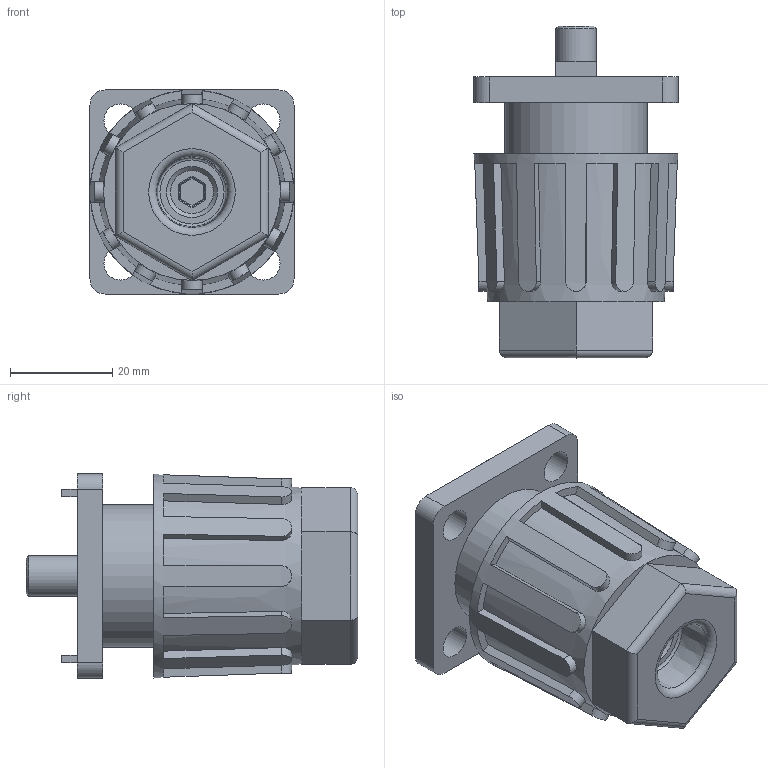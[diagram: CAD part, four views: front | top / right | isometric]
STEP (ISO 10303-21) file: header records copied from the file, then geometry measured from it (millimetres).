
FILE_DESCRIPTION(/* description */ ('STEP AP214'),/* implementation_level */ '2;1');
FILE_NAME(/* name */ '098H400808(55)',/* time_stamp */ '2022-08-09T16:08:32+02:00',/* author */ ('License CC BY-ND 4.0'),/* organization */ ('CADENAS'),/* preprocessor_version */ 'ST-DEVELOPER v18.102',/* originating_system */ 'PARTsolutions',/* authorisation */ ' ');
FILE_SCHEMA (('AUTOMOTIVE_DESIGN {1 0 10303 214 3 1 1}'));
Length unit declared in the file: millimetre
Products named in the file (4): 098H400808(55); 55; 098H400808_2; 098H400808_1
Assembly tree (3 placements, depth 2):
  098H400808(55)
    55
    098H400808_2
    098H400808_1
Bounding box: 40 x 65 x 40 mm (x, y, z)
Volume: 39857.3 mm3; surface area: 23289.3 mm2
Topology: 3 solids, 3 shells, 159 faces, 382 edges, 241 vertices
Faces by surface type: plane 98, cylinder 48, cone 10, torus 3
Full cylindrical faces by diameter (mm): 6.5 x4, 8 x1, 8.4 x2, 10 x1, 14 x1, 21 x1, 23 x1, 26 x1, 28 x1, 29.5 x1
Entity records: 4658 total; most frequent: CARTESIAN_POINT 1038, DIRECTION 704, ORIENTED_EDGE 702, EDGE_CURVE 351, AXIS2_PLACEMENT_3D 263, VERTEX_POINT 237, EDGE_LOOP 208, FACE_BOUND 208
